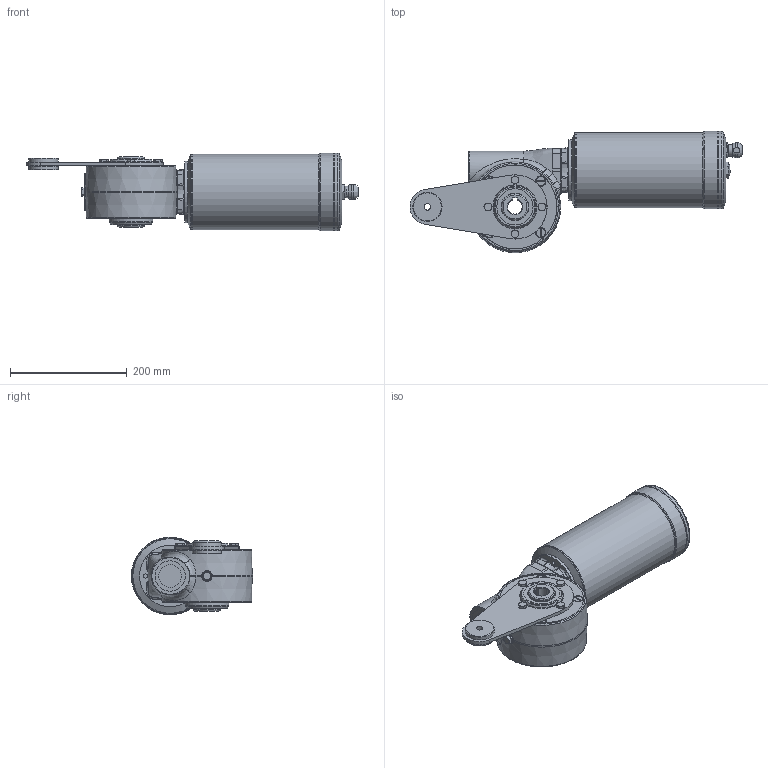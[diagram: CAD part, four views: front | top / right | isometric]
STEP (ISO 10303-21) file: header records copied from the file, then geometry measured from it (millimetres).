
FILE_DESCRIPTION( ( 'Unknown' ), '1' );
FILE_NAME( '163AF1111082BBBE6EBD81408414CF55.3d.stp', 'Unknown', ( 'Unknown' ), ( 'Unknown' ), 'PSStep 10.1', 'Unknown', ' ' );
FILE_SCHEMA( ( 'AUTOMOTIVE_DESIGN { 1 0 10303 214 1 1 1 1 }' ) );
Length unit declared in the file: millimetre
Products named in the file (1): N638800
Bounding box: 568.9 x 207.76 x 133 mm (x, y, z)
Volume: 5726147.7 mm3; surface area: 296991.1 mm2
Topology: 1 solids, 20 shells, 649 faces, 1529 edges, 966 vertices
Faces by surface type: plane 225, cylinder 149, cone 144, bspline 88, torus 42, sphere 1
Full cylindrical faces by diameter (mm): 4.134 x2, 4.917 x8, 6.647 x20, 7 x5, 8 x8, 9 x4, 11 x1, 11.6 x4, 13 x4, 13.4 x1, 14 x5, 16.662 x1, 17 x1, 18 x1, 20 x1, 35 x1, 39 x2, 40 x2, 40.1 x1, 40.2 x1, 45 x2, 46 x2, 47 x1, 47.5 x2, 50 x2, 52 x2, 62 x2, 75 x2, 75.5 x1, 105 x1
Entity records: 29301 total; most frequent: CARTESIAN_POINT 11610, DIRECTION 2463, ORIENTED_EDGE 2338, EDGE_CURVE 1169, AXIS2_PLACEMENT_3D 1079, EDGE_LOOP 934, VERTEX_POINT 850, FACE_OUTER_BOUND 778
